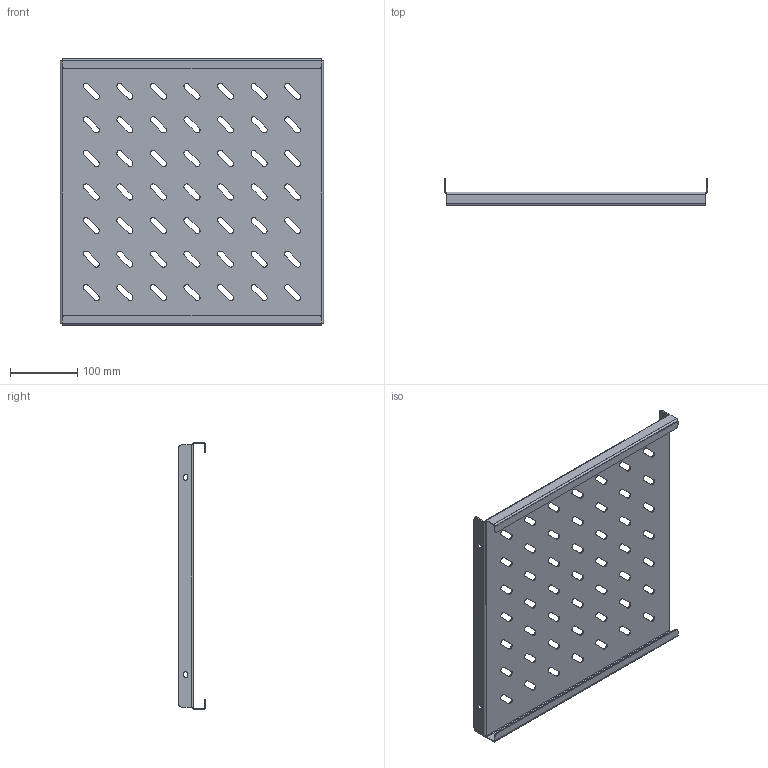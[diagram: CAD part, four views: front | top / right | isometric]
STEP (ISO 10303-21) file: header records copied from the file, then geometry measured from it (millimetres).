
FILE_DESCRIPTION (( 'STEP AP214' ), '1' );
FILE_NAME ('945.256.STEP', '2024-09-20T11:13:41', ( '' ), ( '' ), 'SwSTEP 2.0', 'SolidWorks 2021', '' );
FILE_SCHEMA (( 'AUTOMOTIVE_DESIGN' ));
Length unit declared in the file: millimetre
Products named in the file (1): 945.256
Bounding box: 392 x 41 x 397 mm (x, y, z)
Volume: 273464 mm3; surface area: 372602.9 mm2
Topology: 1 solids, 1 shells, 313 faces, 905 edges, 594 vertices
Faces by surface type: cylinder 175, plane 138
Entity records: 10631 total; most frequent: DIRECTION 1883, CARTESIAN_POINT 1813, ORIENTED_EDGE 1810, EDGE_CURVE 905, AXIS2_PLACEMENT_3D 664, VERTEX_POINT 594, VECTOR 555, LINE 555
